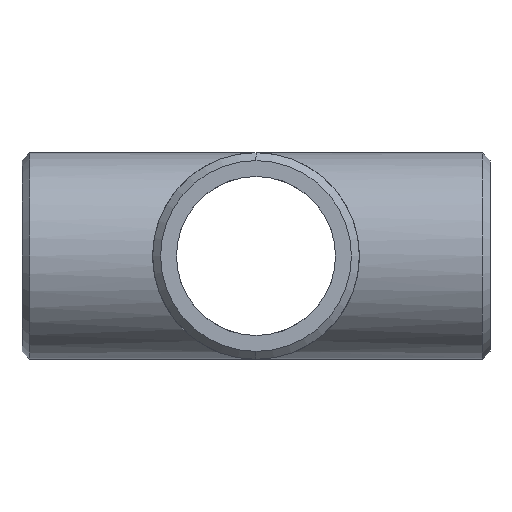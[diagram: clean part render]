
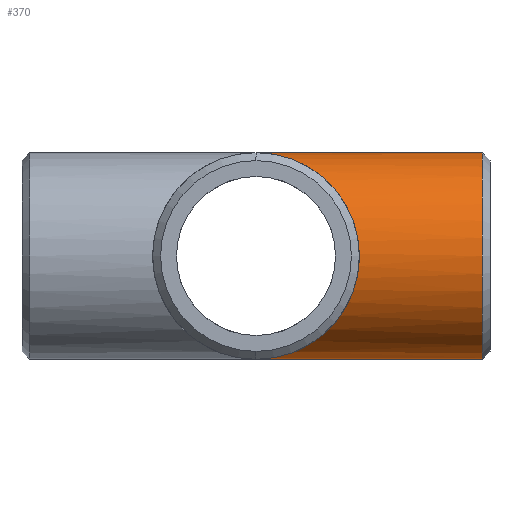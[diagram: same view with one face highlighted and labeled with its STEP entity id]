
A CAD part, left-side view. The second image highlights one B-rep face of the part: STEP entity #370.
In plain terms, the highlighted cylindrical face has radius 21.082 mm (diameter 42.164 mm), a partial arc.
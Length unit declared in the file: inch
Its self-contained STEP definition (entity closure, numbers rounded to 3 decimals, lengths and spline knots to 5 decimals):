
#26 = LINE ( 'NONE', #215, #713 ) ;
#39 = EDGE_CURVE ( 'NONE', #51, #300, #411, .T. ) ;
#51 = VERTEX_POINT ( 'NONE', #651 ) ;
#76 = DIRECTION ( 'NONE',  ( 0., 0., -1. ) ) ;
#84 = CARTESIAN_POINT ( 'NONE',  ( 0., 0., -0.83 ) ) ;
#96 = DIRECTION ( 'NONE',  ( 0., 1., 0. ) ) ;
#113 = AXIS2_PLACEMENT_3D ( 'NONE', #763, #517, #148 ) ;
#148 = DIRECTION ( 'NONE',  ( 0., 0., -1. ) ) ;
#172 = VERTEX_POINT ( 'NONE', #681 ) ;
#182 = ORIENTED_EDGE ( 'NONE', *, *, #273, .T. ) ;
#204 = FACE_OUTER_BOUND ( 'NONE', #534, .T. ) ;
#211 = CARTESIAN_POINT ( 'NONE',  ( 0., 0., 0.83 ) ) ;
#215 = CARTESIAN_POINT ( 'NONE',  ( 0., -1.88, 0.83 ) ) ;
#273 = EDGE_CURVE ( 'NONE', #796, #172, #357, .T. ) ;
#280 = LINE ( 'NONE', #519, #583 ) ;
#286 = CARTESIAN_POINT ( 'NONE',  ( 0., 0., 0.83 ) ) ;
#300 = VERTEX_POINT ( 'NONE', #211 ) ;
#357 = CIRCLE ( 'NONE', #113, 0.83 ) ;
#370 = ADVANCED_FACE ( 'NONE', ( #204 ), #638, .T. ) ;
#398 = CARTESIAN_POINT ( 'NONE',  ( -1.66, -1.66, -0.83 ) ) ;
#411 =( BOUNDED_CURVE ( )  B_SPLINE_CURVE ( 3, ( #84, #398, #719, #286 ),
 .UNSPECIFIED., .F., .T. ) 
 B_SPLINE_CURVE_WITH_KNOTS ( ( 4, 4 ),
 ( 4.71239, 7.85398 ),
 .UNSPECIFIED. ) 
 CURVE ( )  GEOMETRIC_REPRESENTATION_ITEM ( )  RATIONAL_B_SPLINE_CURVE ( ( 1., 0.333, 0.333, 1. ) ) 
 REPRESENTATION_ITEM ( '' )  );
#421 = ORIENTED_EDGE ( 'NONE', *, *, #453, .F. ) ;
#444 = CARTESIAN_POINT ( 'NONE',  ( 0., -1.88, 0. ) ) ;
#453 = EDGE_CURVE ( 'NONE', #796, #51, #280, .T. ) ;
#464 = EDGE_CURVE ( 'NONE', #172, #300, #26, .T. ) ;
#480 = ORIENTED_EDGE ( 'NONE', *, *, #39, .F. ) ;
#517 = DIRECTION ( 'NONE',  ( 0., 1., 0. ) ) ;
#519 = CARTESIAN_POINT ( 'NONE',  ( 0., -1.88, -0.83 ) ) ;
#534 = EDGE_LOOP ( 'NONE', ( #182, #597, #480, #421 ) ) ;
#583 = VECTOR ( 'NONE', #96, 39.37008 ) ;
#597 = ORIENTED_EDGE ( 'NONE', *, *, #464, .T. ) ;
#638 = CYLINDRICAL_SURFACE ( 'NONE', #640, 0.83 ) ;
#640 = AXIS2_PLACEMENT_3D ( 'NONE', #444, #702, #76 ) ;
#651 = CARTESIAN_POINT ( 'NONE',  ( 0., 0., -0.83 ) ) ;
#681 = CARTESIAN_POINT ( 'NONE',  ( 0., -1.81633, 0.83 ) ) ;
#702 = DIRECTION ( 'NONE',  ( 0., 1., 0. ) ) ;
#707 = CARTESIAN_POINT ( 'NONE',  ( 0., -1.81633, -0.83 ) ) ;
#713 = VECTOR ( 'NONE', #775, 39.37008 ) ;
#719 = CARTESIAN_POINT ( 'NONE',  ( -1.66, -1.66, 0.83 ) ) ;
#763 = CARTESIAN_POINT ( 'NONE',  ( 0., -1.81633, 0. ) ) ;
#775 = DIRECTION ( 'NONE',  ( 0., 1., 0. ) ) ;
#796 = VERTEX_POINT ( 'NONE', #707 ) ;
